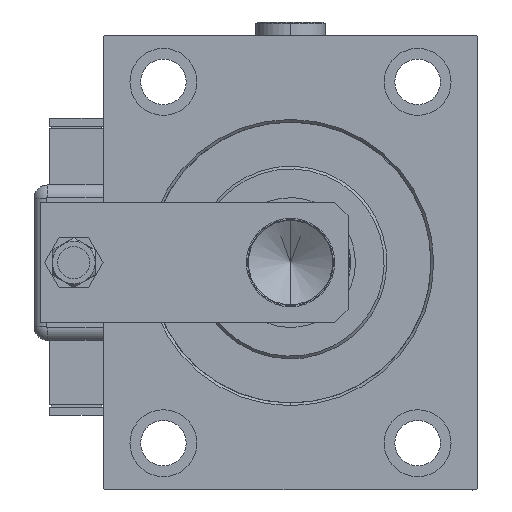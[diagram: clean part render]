
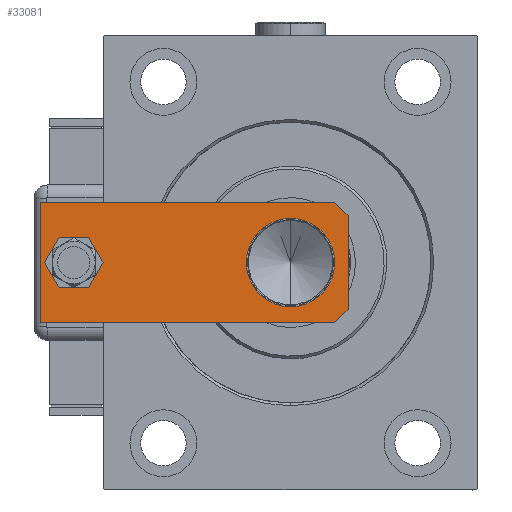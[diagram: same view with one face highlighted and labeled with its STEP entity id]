
A CAD part, left-side view. The second image highlights one B-rep face of the part: STEP entity #33081.
In plain terms, the highlighted face is planar.
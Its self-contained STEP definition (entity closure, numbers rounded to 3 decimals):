
#1150 = VECTOR ( 'NONE', #33860, 1000. ) ;
#1206 = ORIENTED_EDGE ( 'NONE', *, *, #18354, .T. ) ;
#1794 = DIRECTION ( 'NONE',  ( 0., -1., 0. ) ) ;
#1837 = CARTESIAN_POINT ( 'NONE',  ( -7., 102.5, 0. ) ) ;
#1871 = CARTESIAN_POINT ( 'NONE',  ( -22.5, 5., 0. ) ) ;
#2250 = CARTESIAN_POINT ( 'NONE',  ( 22.5, 0., 0. ) ) ;
#2577 = EDGE_CURVE ( 'NONE', #13527, #53939, #42974, .T. ) ;
#3937 = VECTOR ( 'NONE', #44338, 1000. ) ;
#5819 = FACE_OUTER_BOUND ( 'NONE', #48669, .T. ) ;
#5920 = CARTESIAN_POINT ( 'NONE',  ( -17.5, 0., 0. ) ) ;
#7383 = LINE ( 'NONE', #7997, #16553 ) ;
#7997 = CARTESIAN_POINT ( 'NONE',  ( -17.5, 0., 0. ) ) ;
#8211 = VECTOR ( 'NONE', #37120, 1000. ) ;
#9303 = AXIS2_PLACEMENT_3D ( 'NONE', #27911, #12780, #45817 ) ;
#9535 = AXIS2_PLACEMENT_3D ( 'NONE', #16837, #26724, #59470 ) ;
#9980 = ORIENTED_EDGE ( 'NONE', *, *, #37596, .T. ) ;
#10154 = LINE ( 'NONE', #10772, #13213 ) ;
#10772 = CARTESIAN_POINT ( 'NONE',  ( -22.5, 115., 0. ) ) ;
#11266 = ORIENTED_EDGE ( 'NONE', *, *, #46314, .F. ) ;
#12200 = LINE ( 'NONE', #30748, #3937 ) ;
#12658 = CARTESIAN_POINT ( 'NONE',  ( 22.5, 115., 0. ) ) ;
#12780 = DIRECTION ( 'NONE',  ( 0., 0., 1. ) ) ;
#13213 = VECTOR ( 'NONE', #1794, 1000. ) ;
#13395 = VERTEX_POINT ( 'NONE', #40241 ) ;
#13527 = VERTEX_POINT ( 'NONE', #5920 ) ;
#14876 = CARTESIAN_POINT ( 'NONE',  ( -22.5, 0., 0. ) ) ;
#15831 = VERTEX_POINT ( 'NONE', #36391 ) ;
#16553 = VECTOR ( 'NONE', #22207, 1000. ) ;
#16651 = VERTEX_POINT ( 'NONE', #1837 ) ;
#16837 = CARTESIAN_POINT ( 'NONE',  ( 0., 102.5, 0. ) ) ;
#17759 = ORIENTED_EDGE ( 'NONE', *, *, #30892, .T. ) ;
#18354 = EDGE_CURVE ( 'NONE', #13527, #59886, #7383, .T. ) ;
#18395 = CIRCLE ( 'NONE', #9535, 7. ) ;
#18803 = CARTESIAN_POINT ( 'NONE',  ( 0., 0., 0. ) ) ;
#19012 = ORIENTED_EDGE ( 'NONE', *, *, #2577, .F. ) ;
#22058 = EDGE_LOOP ( 'NONE', ( #49358, #9980 ) ) ;
#22207 = DIRECTION ( 'NONE',  ( -0.707, 0.707, 0. ) ) ;
#23750 = PLANE ( 'NONE',  #35293 ) ;
#25568 = EDGE_CURVE ( 'NONE', #34381, #16651, #31488, .T. ) ;
#25950 = ORIENTED_EDGE ( 'NONE', *, *, #53186, .F. ) ;
#26724 = DIRECTION ( 'NONE',  ( 0., 0., 1. ) ) ;
#27911 = CARTESIAN_POINT ( 'NONE',  ( 0., 21.5, 0. ) ) ;
#29568 = AXIS2_PLACEMENT_3D ( 'NONE', #35438, #43795, #44392 ) ;
#29605 = FACE_BOUND ( 'NONE', #22058, .T. ) ;
#30442 = CARTESIAN_POINT ( 'NONE',  ( 22.5, 5., 0. ) ) ;
#30445 = CARTESIAN_POINT ( 'NONE',  ( 7., 102.5, 0. ) ) ;
#30748 = CARTESIAN_POINT ( 'NONE',  ( 22.5, 5., 0. ) ) ;
#30892 = EDGE_CURVE ( 'NONE', #16651, #34381, #18395, .T. ) ;
#31488 = CIRCLE ( 'NONE', #44315, 7. ) ;
#33081 = ADVANCED_FACE ( 'NONE', ( #5819, #47214, #29605 ), #23750, .F. ) ;
#33557 = LINE ( 'NONE', #2250, #1150 ) ;
#33860 = DIRECTION ( 'NONE',  ( 0., 1., 0. ) ) ;
#34381 = VERTEX_POINT ( 'NONE', #30445 ) ;
#35293 = AXIS2_PLACEMENT_3D ( 'NONE', #18803, #57433, #47820 ) ;
#35438 = CARTESIAN_POINT ( 'NONE',  ( 0., 21.5, 0. ) ) ;
#36263 = ORIENTED_EDGE ( 'NONE', *, *, #25568, .T. ) ;
#36391 = CARTESIAN_POINT ( 'NONE',  ( -16.5, 21.5, 0. ) ) ;
#36918 = DIRECTION ( 'NONE',  ( 1., 0., 0. ) ) ;
#37120 = DIRECTION ( 'NONE',  ( 1., 0., 0. ) ) ;
#37226 = DIRECTION ( 'NONE',  ( 0., 0., 1. ) ) ;
#37596 = EDGE_CURVE ( 'NONE', #43322, #15831, #55197, .T. ) ;
#38822 = EDGE_CURVE ( 'NONE', #38942, #53939, #12200, .T. ) ;
#38942 = VERTEX_POINT ( 'NONE', #30442 ) ;
#40241 = CARTESIAN_POINT ( 'NONE',  ( 22.5, 115., 0. ) ) ;
#41375 = VERTEX_POINT ( 'NONE', #45965 ) ;
#41794 = ORIENTED_EDGE ( 'NONE', *, *, #46809, .F. ) ;
#42974 = LINE ( 'NONE', #14876, #8211 ) ;
#43322 = VERTEX_POINT ( 'NONE', #52446 ) ;
#43795 = DIRECTION ( 'NONE',  ( 0., 0., 1. ) ) ;
#44315 = AXIS2_PLACEMENT_3D ( 'NONE', #51457, #37226, #36918 ) ;
#44338 = DIRECTION ( 'NONE',  ( -0.707, -0.707, 0. ) ) ;
#44392 = DIRECTION ( 'NONE',  ( 1., 0., 0. ) ) ;
#45817 = DIRECTION ( 'NONE',  ( 1., 0., 0. ) ) ;
#45965 = CARTESIAN_POINT ( 'NONE',  ( -22.5, 115., 0. ) ) ;
#46314 = EDGE_CURVE ( 'NONE', #38942, #13395, #33557, .T. ) ;
#46809 = EDGE_CURVE ( 'NONE', #13395, #41375, #55307, .T. ) ;
#47214 = FACE_BOUND ( 'NONE', #50608, .T. ) ;
#47489 = VECTOR ( 'NONE', #58719, 1000. ) ;
#47820 = DIRECTION ( 'NONE',  ( 1., 0., 0. ) ) ;
#48669 = EDGE_LOOP ( 'NONE', ( #19012, #1206, #25950, #41794, #11266, #58045 ) ) ;
#49358 = ORIENTED_EDGE ( 'NONE', *, *, #53947, .T. ) ;
#50608 = EDGE_LOOP ( 'NONE', ( #17759, #36263 ) ) ;
#51457 = CARTESIAN_POINT ( 'NONE',  ( 0., 102.5, 0. ) ) ;
#52446 = CARTESIAN_POINT ( 'NONE',  ( 16.5, 21.5, 0. ) ) ;
#53186 = EDGE_CURVE ( 'NONE', #41375, #59886, #10154, .T. ) ;
#53939 = VERTEX_POINT ( 'NONE', #55424 ) ;
#53947 = EDGE_CURVE ( 'NONE', #15831, #43322, #54695, .T. ) ;
#54695 = CIRCLE ( 'NONE', #9303, 16.5 ) ;
#55197 = CIRCLE ( 'NONE', #29568, 16.5 ) ;
#55307 = LINE ( 'NONE', #12658, #47489 ) ;
#55424 = CARTESIAN_POINT ( 'NONE',  ( 17.5, 0., 0. ) ) ;
#57433 = DIRECTION ( 'NONE',  ( 0., 0., 1. ) ) ;
#58045 = ORIENTED_EDGE ( 'NONE', *, *, #38822, .T. ) ;
#58719 = DIRECTION ( 'NONE',  ( -1., 0., 0. ) ) ;
#59470 = DIRECTION ( 'NONE',  ( 1., 0., 0. ) ) ;
#59886 = VERTEX_POINT ( 'NONE', #1871 ) ;
